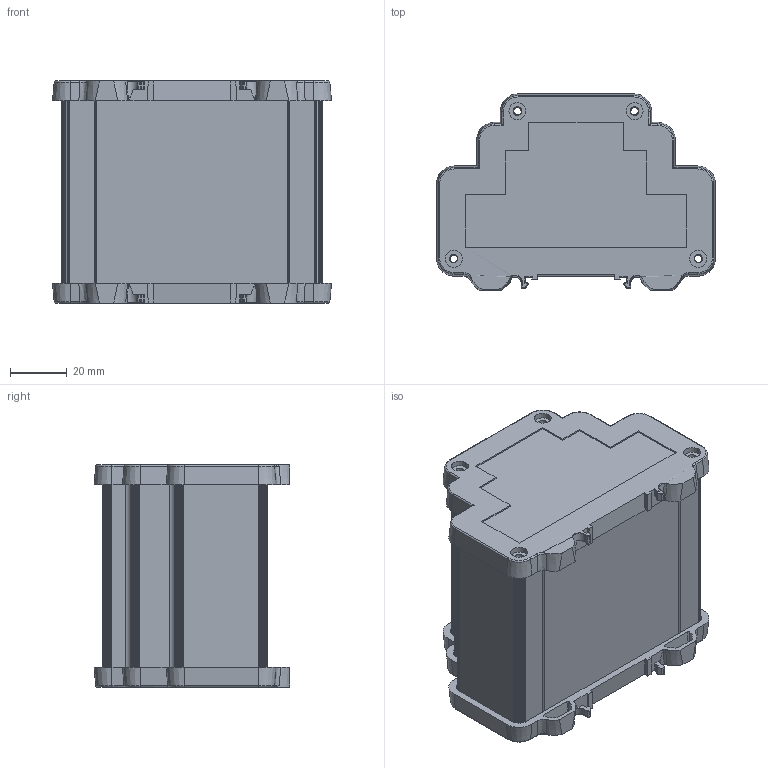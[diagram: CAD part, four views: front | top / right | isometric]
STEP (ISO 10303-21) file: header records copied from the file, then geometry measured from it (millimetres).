
FILE_DESCRIPTION (( 'STEP AP214' ), '1' );
FILE_NAME ('ALUD4MG.STEP', '2017-06-27T03:41:48', ( '' ), ( '' ), 'SwSTEP 2.0', 'SolidWorks 2014', '' );
FILE_SCHEMA (( 'AUTOMOTIVE_DESIGN' ));
Length unit declared in the file: millimetre
Products named in the file (4): D9MG-GASKET; D9MG-PANEL; D4MG-BODY; ALUD4MG
Assembly tree (5 placements, depth 2):
  ALUD4MG
    D4MG-BODY
    D9MG-PANEL  x2
    D9MG-GASKET  x2
Bounding box: 98.33 x 69.01 x 78.3 mm (x, y, z)
Volume: 90613.2 mm3; surface area: 81238.6 mm2
Topology: 5 solids, 5 shells, 929 faces, 2613 edges, 1702 vertices
Faces by surface type: plane 470, cylinder 343, cone 68, bspline 32, torus 16
Entity records: 23340 total; most frequent: CARTESIAN_POINT 4244, ORIENTED_EDGE 3488, DIRECTION 3434, EDGE_CURVE 1744, LINE 1148, VECTOR 1148, VERTEX_POINT 1146, AXIS2_PLACEMENT_3D 1143
